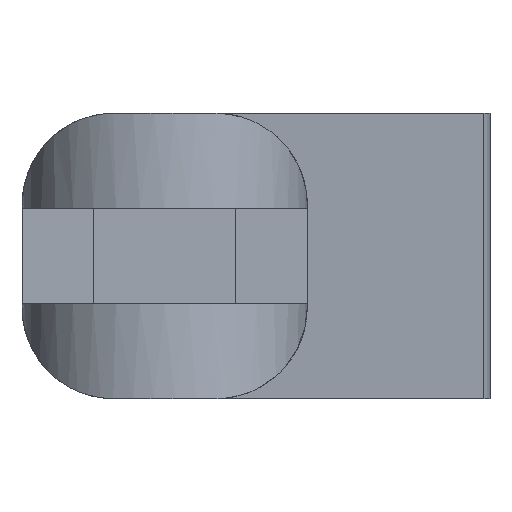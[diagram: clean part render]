
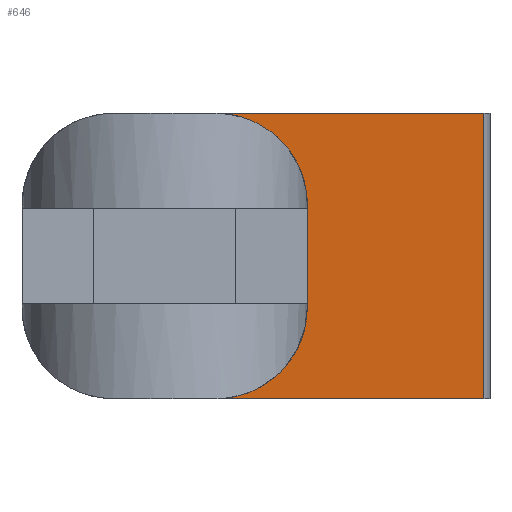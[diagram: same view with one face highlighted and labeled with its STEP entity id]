
A CAD part, left-side view. The second image highlights one B-rep face of the part: STEP entity #646.
In plain terms, the highlighted planar face has unit normal (-0.574, -0.819, 0).
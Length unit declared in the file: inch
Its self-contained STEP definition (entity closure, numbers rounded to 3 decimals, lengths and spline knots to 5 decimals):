
#54=PLANE('',#714);
#82=FACE_OUTER_BOUND('',#114,.T.);
#114=EDGE_LOOP('',(#588,#589,#590,#591,#592,#593));
#121=ELLIPSE('',#679,0.69738,0.4);
#122=ELLIPSE('',#696,0.69738,0.4);
#129=LINE('',#943,#193);
#149=LINE('',#1054,#213);
#159=LINE('',#1095,#223);
#184=LINE('',#1151,#248);
#193=VECTOR('',#745,0.3937);
#213=VECTOR('',#795,0.3937);
#223=VECTOR('',#825,0.3937);
#248=VECTOR('',#882,0.3937);
#271=VERTEX_POINT('',#940);
#272=VERTEX_POINT('',#942);
#282=VERTEX_POINT('',#978);
#296=VERTEX_POINT('',#1051);
#297=VERTEX_POINT('',#1053);
#305=VERTEX_POINT('',#1075);
#337=EDGE_CURVE('',#272,#271,#129,.T.);
#351=EDGE_CURVE('',#272,#282,#121,.F.);
#370=EDGE_CURVE('',#296,#297,#149,.T.);
#382=EDGE_CURVE('',#305,#296,#122,.F.);
#387=EDGE_CURVE('',#282,#305,#159,.T.);
#416=EDGE_CURVE('',#271,#297,#184,.T.);
#588=ORIENTED_EDGE('',*,*,#337,.T.);
#589=ORIENTED_EDGE('',*,*,#416,.T.);
#590=ORIENTED_EDGE('',*,*,#370,.F.);
#591=ORIENTED_EDGE('',*,*,#382,.F.);
#592=ORIENTED_EDGE('',*,*,#387,.F.);
#593=ORIENTED_EDGE('',*,*,#351,.F.);
#646=ADVANCED_FACE('',(#82),#54,.T.);
#679=AXIS2_PLACEMENT_3D('',#979,#766,#767);
#696=AXIS2_PLACEMENT_3D('',#1077,#817,#818);
#714=AXIS2_PLACEMENT_3D('',#1150,#880,#881);
#745=DIRECTION('',(0.819,-0.574,0.));
#766=DIRECTION('center_axis',(0.574,0.819,0.));
#767=DIRECTION('ref_axis',(0.819,-0.574,0.));
#795=DIRECTION('',(0.819,-0.574,0.));
#817=DIRECTION('center_axis',(0.574,0.819,0.));
#818=DIRECTION('ref_axis',(0.819,-0.574,0.));
#825=DIRECTION('',(0.,0.,1.));
#880=DIRECTION('center_axis',(-0.574,-0.819,0.));
#881=DIRECTION('ref_axis',(0.819,-0.574,0.));
#882=DIRECTION('',(0.,0.,1.));
#940=CARTESIAN_POINT('',(6.10586,-0.77433,0.));
#942=CARTESIAN_POINT('',(4.42874,0.4,0.));
#943=CARTESIAN_POINT('',(5.,0.,0.));
#978=CARTESIAN_POINT('',(5.,0.,0.4));
#979=CARTESIAN_POINT('Origin',(4.42874,0.4,0.4));
#1051=CARTESIAN_POINT('',(4.42874,0.4,1.25));
#1053=CARTESIAN_POINT('',(6.10586,-0.77433,1.25));
#1054=CARTESIAN_POINT('',(5.,0.,1.25));
#1075=CARTESIAN_POINT('',(5.,0.,0.85));
#1077=CARTESIAN_POINT('Origin',(4.42874,0.4,0.85));
#1095=CARTESIAN_POINT('',(5.,0.,0.));
#1150=CARTESIAN_POINT('Origin',(5.,0.,0.));
#1151=CARTESIAN_POINT('',(6.10586,-0.77433,0.));
